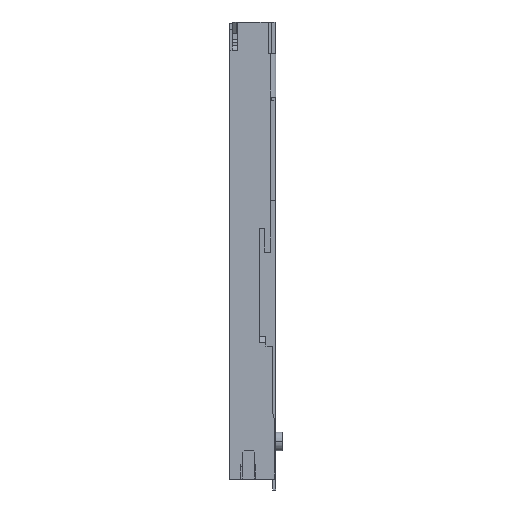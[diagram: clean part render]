
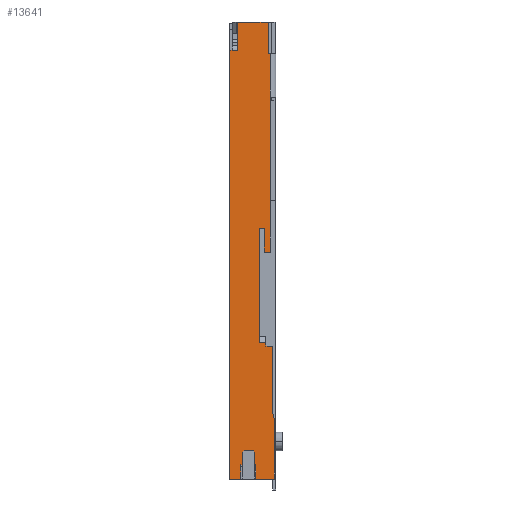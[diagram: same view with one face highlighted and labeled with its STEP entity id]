
A CAD part, left-side view. The second image highlights one B-rep face of the part: STEP entity #13641.
In plain terms, the highlighted planar face has unit normal (-1, 0, 0).
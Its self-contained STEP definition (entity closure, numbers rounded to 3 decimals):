
#268=DIRECTION('',(0.,0.,-1.));
#269=VECTOR('',#268,0.202);
#270=CARTESIAN_POINT('',(-13.55,-0.97,-20.498));
#271=LINE('',#270,#269);
#320=DIRECTION('',(0.,1.,0.));
#321=VECTOR('',#320,0.05);
#322=CARTESIAN_POINT('',(-13.55,-0.32,-28.3));
#323=LINE('',#322,#321);
#324=DIRECTION('',(0.,1.,0.));
#325=VECTOR('',#324,0.11);
#326=CARTESIAN_POINT('',(-13.55,0.53,-28.3));
#327=LINE('',#326,#325);
#1509=DIRECTION('',(0.,0.,1.));
#1510=VECTOR('',#1509,9.9);
#1511=CARTESIAN_POINT('',(-13.55,-1.26,-14.7));
#1512=LINE('',#1511,#1510);
#1709=DIRECTION('',(0.,0.,1.));
#1710=VECTOR('',#1709,7.298);
#1711=CARTESIAN_POINT('',(-13.55,-0.53,-20.498));
#1712=LINE('',#1711,#1710);
#1713=DIRECTION('',(0.,1.,0.));
#1714=VECTOR('',#1713,0.44);
#1715=CARTESIAN_POINT('',(-13.55,-0.97,-20.498));
#1716=LINE('',#1715,#1714);
#1717=DIRECTION('',(0.,1.,0.));
#1718=VECTOR('',#1717,0.44);
#1719=CARTESIAN_POINT('',(-13.55,-1.41,-20.7));
#1720=LINE('',#1719,#1718);
#1721=DIRECTION('',(0.,0.,1.));
#1722=VECTOR('',#1721,4.3);
#1723=CARTESIAN_POINT('',(-13.55,-1.41,-25.));
#1724=LINE('',#1723,#1722);
#1725=DIRECTION('',(0.,0.243,0.97));
#1726=VECTOR('',#1725,0.412);
#1727=CARTESIAN_POINT('',(-13.55,-1.51,-25.4));
#1728=LINE('',#1727,#1726);
#1729=DIRECTION('',(0.,0.,1.));
#1730=VECTOR('',#1729,3.8);
#1731=CARTESIAN_POINT('',(-13.55,-1.51,-29.2));
#1732=LINE('',#1731,#1730);
#1733=DIRECTION('',(0.,-1.,0.));
#1734=VECTOR('',#1733,1.19);
#1735=CARTESIAN_POINT('',(-13.55,-0.32,-29.2));
#1736=LINE('',#1735,#1734);
#1737=DIRECTION('',(0.,0.,-1.));
#1738=VECTOR('',#1737,0.9);
#1739=CARTESIAN_POINT('',(-13.55,-0.32,-28.3));
#1740=LINE('',#1739,#1738);
#1741=DIRECTION('',(0.,0.,1.));
#1742=VECTOR('',#1741,0.9);
#1743=CARTESIAN_POINT('',(-13.55,0.64,-29.2));
#1744=LINE('',#1743,#1742);
#1745=DIRECTION('',(0.,-1.,0.));
#1746=VECTOR('',#1745,0.7);
#1747=CARTESIAN_POINT('',(-13.55,1.34,-29.2));
#1748=LINE('',#1747,#1746);
#1749=DIRECTION('',(0.,0.,-1.));
#1750=VECTOR('',#1749,27.4);
#1751=CARTESIAN_POINT('',(-13.55,1.34,-1.8));
#1752=LINE('',#1751,#1750);
#1753=DIRECTION('',(0.,1.,0.));
#1754=VECTOR('',#1753,0.5);
#1755=CARTESIAN_POINT('',(-13.55,0.84,-1.8));
#1756=LINE('',#1755,#1754);
#1757=DIRECTION('',(0.,0.,-1.));
#1758=VECTOR('',#1757,1.8);
#1759=CARTESIAN_POINT('',(-13.55,0.84,0.));
#1760=LINE('',#1759,#1758);
#1761=DIRECTION('',(0.,1.,0.));
#1762=VECTOR('',#1761,1.95);
#1763=CARTESIAN_POINT('',(-13.55,-1.11,0.));
#1764=LINE('',#1763,#1762);
#1765=DIRECTION('',(0.,0.,1.));
#1766=VECTOR('',#1765,2.);
#1767=CARTESIAN_POINT('',(-13.55,-1.11,-2.));
#1768=LINE('',#1767,#1766);
#1769=DIRECTION('',(0.,1.,0.));
#1770=VECTOR('',#1769,0.15);
#1771=CARTESIAN_POINT('',(-13.55,-1.26,-2.));
#1772=LINE('',#1771,#1770);
#1773=DIRECTION('',(0.,0.,1.));
#1774=VECTOR('',#1773,2.8);
#1775=CARTESIAN_POINT('',(-13.55,-1.26,-4.8));
#1776=LINE('',#1775,#1774);
#1777=DIRECTION('',(0.,-1.,0.));
#1778=VECTOR('',#1777,0.4);
#1779=CARTESIAN_POINT('',(-13.55,-0.86,-14.7));
#1780=LINE('',#1779,#1778);
#1781=DIRECTION('',(0.,0.,-1.));
#1782=VECTOR('',#1781,1.5);
#1783=CARTESIAN_POINT('',(-13.55,-0.86,-13.2));
#1784=LINE('',#1783,#1782);
#1785=DIRECTION('',(0.,-1.,0.));
#1786=VECTOR('',#1785,0.33);
#1787=CARTESIAN_POINT('',(-13.55,-0.53,-13.2));
#1788=LINE('',#1787,#1786);
#1837=DIRECTION('',(0.,0.,-1.));
#1838=VECTOR('',#1837,0.8);
#1839=CARTESIAN_POINT('',(-13.55,-0.27,-27.5));
#1840=LINE('',#1839,#1838);
#8508=DIRECTION('',(0.,0.,-1.));
#8509=VECTOR('',#8508,0.8);
#8510=CARTESIAN_POINT('',(-13.55,0.53,-27.5));
#8511=LINE('',#8510,#8509);
#8520=DIRECTION('',(0.,0.707,-0.707));
#8521=VECTOR('',#8520,0.141);
#8522=CARTESIAN_POINT('',(-13.55,0.43,-27.4));
#8523=LINE('',#8522,#8521);
#8528=DIRECTION('',(0.,1.,0.));
#8529=VECTOR('',#8528,0.6);
#8530=CARTESIAN_POINT('',(-13.55,-0.17,-27.4));
#8531=LINE('',#8530,#8529);
#8536=DIRECTION('',(0.,0.707,0.707));
#8537=VECTOR('',#8536,0.141);
#8538=CARTESIAN_POINT('',(-13.55,-0.27,-27.5));
#8539=LINE('',#8538,#8537);
#9836=CARTESIAN_POINT('',(-13.55,1.34,-1.8));
#9837=CARTESIAN_POINT('',(-13.55,1.34,-29.2));
#9838=VERTEX_POINT('',#9836);
#9839=VERTEX_POINT('',#9837);
#9840=CARTESIAN_POINT('',(-13.55,0.64,-29.2));
#9841=VERTEX_POINT('',#9840);
#9842=CARTESIAN_POINT('',(-13.55,-0.32,-29.2));
#9843=CARTESIAN_POINT('',(-13.55,-1.51,-29.2));
#9844=VERTEX_POINT('',#9842);
#9845=VERTEX_POINT('',#9843);
#9846=CARTESIAN_POINT('',(-13.55,-1.51,-25.4));
#9847=VERTEX_POINT('',#9846);
#9848=CARTESIAN_POINT('',(-13.55,-1.41,-25.));
#9849=VERTEX_POINT('',#9848);
#9850=CARTESIAN_POINT('',(-13.55,-1.41,-20.7));
#9851=VERTEX_POINT('',#9850);
#9852=CARTESIAN_POINT('',(-13.55,-0.53,-13.2));
#9853=CARTESIAN_POINT('',(-13.55,-0.86,-13.2));
#9854=VERTEX_POINT('',#9852);
#9855=VERTEX_POINT('',#9853);
#9856=CARTESIAN_POINT('',(-13.55,-0.86,-14.7));
#9857=VERTEX_POINT('',#9856);
#9858=CARTESIAN_POINT('',(-13.55,-1.26,-14.7));
#9859=VERTEX_POINT('',#9858);
#9860=CARTESIAN_POINT('',(-13.55,-1.11,-2.));
#9861=CARTESIAN_POINT('',(-13.55,-1.11,0.));
#9862=VERTEX_POINT('',#9860);
#9863=VERTEX_POINT('',#9861);
#9864=CARTESIAN_POINT('',(-13.55,0.84,0.));
#9865=VERTEX_POINT('',#9864);
#9866=CARTESIAN_POINT('',(-13.55,0.84,-1.8));
#9867=VERTEX_POINT('',#9866);
#10691=CARTESIAN_POINT('',(-13.55,-0.53,-20.498));
#10692=VERTEX_POINT('',#10691);
#10693=CARTESIAN_POINT('',(-13.55,-0.97,-20.498));
#10694=CARTESIAN_POINT('',(-13.55,-0.97,-20.7));
#10695=VERTEX_POINT('',#10693);
#10696=VERTEX_POINT('',#10694);
#10697=CARTESIAN_POINT('',(-13.55,-0.32,-28.3));
#10698=CARTESIAN_POINT('',(-13.55,-0.27,-28.3));
#10699=VERTEX_POINT('',#10697);
#10700=VERTEX_POINT('',#10698);
#11647=CARTESIAN_POINT('',(-13.55,-1.26,-4.8));
#11648=CARTESIAN_POINT('',(-13.55,-1.26,-2.));
#11649=VERTEX_POINT('',#11647);
#11650=VERTEX_POINT('',#11648);
#11881=CARTESIAN_POINT('',(-13.55,0.53,-28.3));
#11882=VERTEX_POINT('',#11881);
#11883=CARTESIAN_POINT('',(-13.55,0.53,-27.5));
#11884=VERTEX_POINT('',#11883);
#11885=CARTESIAN_POINT('',(-13.55,-0.27,-27.5));
#11886=VERTEX_POINT('',#11885);
#11887=CARTESIAN_POINT('',(-13.55,-0.17,-27.4));
#11888=VERTEX_POINT('',#11887);
#11889=CARTESIAN_POINT('',(-13.55,0.43,-27.4));
#11890=VERTEX_POINT('',#11889);
#11893=CARTESIAN_POINT('',(-13.55,0.64,-28.3));
#11894=VERTEX_POINT('',#11893);
#13582=CARTESIAN_POINT('',(-13.55,1.14,0.));
#13583=DIRECTION('',(-1.,0.,0.));
#13584=DIRECTION('',(0.,0.,1.));
#13585=AXIS2_PLACEMENT_3D('',#13582,#13583,#13584);
#13586=PLANE('',#13585);
#13588=ORIENTED_EDGE('',*,*,#13587,.F.);
#13589=ORIENTED_EDGE('',*,*,#12210,.F.);
#13590=ORIENTED_EDGE('',*,*,#12174,.T.);
#13592=ORIENTED_EDGE('',*,*,#13591,.F.);
#13594=ORIENTED_EDGE('',*,*,#13593,.F.);
#13596=ORIENTED_EDGE('',*,*,#13595,.F.);
#13598=ORIENTED_EDGE('',*,*,#13597,.F.);
#13600=ORIENTED_EDGE('',*,*,#13599,.F.);
#13601=ORIENTED_EDGE('',*,*,#13574,.F.);
#13602=ORIENTED_EDGE('',*,*,#12256,.T.);
#13604=ORIENTED_EDGE('',*,*,#13603,.F.);
#13606=ORIENTED_EDGE('',*,*,#13605,.T.);
#13608=ORIENTED_EDGE('',*,*,#13607,.T.);
#13610=ORIENTED_EDGE('',*,*,#13609,.T.);
#13612=ORIENTED_EDGE('',*,*,#13611,.T.);
#13613=ORIENTED_EDGE('',*,*,#12275,.T.);
#13615=ORIENTED_EDGE('',*,*,#13614,.F.);
#13617=ORIENTED_EDGE('',*,*,#13616,.F.);
#13619=ORIENTED_EDGE('',*,*,#13618,.F.);
#13621=ORIENTED_EDGE('',*,*,#13620,.F.);
#13623=ORIENTED_EDGE('',*,*,#13622,.F.);
#13625=ORIENTED_EDGE('',*,*,#13624,.F.);
#13627=ORIENTED_EDGE('',*,*,#13626,.F.);
#13629=ORIENTED_EDGE('',*,*,#13628,.F.);
#13631=ORIENTED_EDGE('',*,*,#13630,.F.);
#13632=ORIENTED_EDGE('',*,*,#13358,.F.);
#13634=ORIENTED_EDGE('',*,*,#13633,.F.);
#13636=ORIENTED_EDGE('',*,*,#13635,.F.);
#13638=ORIENTED_EDGE('',*,*,#13637,.F.);
#13639=EDGE_LOOP('',(#13588,#13589,#13590,#13592,#13594,#13596,#13598,#13600,
#13601,#13602,#13604,#13606,#13608,#13610,#13612,#13613,#13615,#13617,#13619,
#13621,#13623,#13625,#13627,#13629,#13631,#13632,#13634,#13636,#13638));
#13640=FACE_OUTER_BOUND('',#13639,.F.);
#13641=ADVANCED_FACE('',(#13640),#13586,.T.);
#12174=EDGE_CURVE('',#10695,#10696,#271,.T.);
#12210=EDGE_CURVE('',#10695,#10692,#1716,.T.);
#12256=EDGE_CURVE('',#10699,#10700,#323,.T.);
#12275=EDGE_CURVE('',#11882,#11894,#327,.T.);
#13358=EDGE_CURVE('',#9859,#11649,#1512,.T.);
#13574=EDGE_CURVE('',#10699,#9844,#1740,.T.);
#13587=EDGE_CURVE('',#10692,#9854,#1712,.T.);
#13591=EDGE_CURVE('',#9851,#10696,#1720,.T.);
#13593=EDGE_CURVE('',#9849,#9851,#1724,.T.);
#13595=EDGE_CURVE('',#9847,#9849,#1728,.T.);
#13597=EDGE_CURVE('',#9845,#9847,#1732,.T.);
#13599=EDGE_CURVE('',#9844,#9845,#1736,.T.);
#13603=EDGE_CURVE('',#11886,#10700,#1840,.T.);
#13605=EDGE_CURVE('',#11886,#11888,#8539,.T.);
#13607=EDGE_CURVE('',#11888,#11890,#8531,.T.);
#13609=EDGE_CURVE('',#11890,#11884,#8523,.T.);
#13611=EDGE_CURVE('',#11884,#11882,#8511,.T.);
#13614=EDGE_CURVE('',#9841,#11894,#1744,.T.);
#13616=EDGE_CURVE('',#9839,#9841,#1748,.T.);
#13618=EDGE_CURVE('',#9838,#9839,#1752,.T.);
#13620=EDGE_CURVE('',#9867,#9838,#1756,.T.);
#13622=EDGE_CURVE('',#9865,#9867,#1760,.T.);
#13624=EDGE_CURVE('',#9863,#9865,#1764,.T.);
#13626=EDGE_CURVE('',#9862,#9863,#1768,.T.);
#13628=EDGE_CURVE('',#11650,#9862,#1772,.T.);
#13630=EDGE_CURVE('',#11649,#11650,#1776,.T.);
#13633=EDGE_CURVE('',#9857,#9859,#1780,.T.);
#13635=EDGE_CURVE('',#9855,#9857,#1784,.T.);
#13637=EDGE_CURVE('',#9854,#9855,#1788,.T.);
